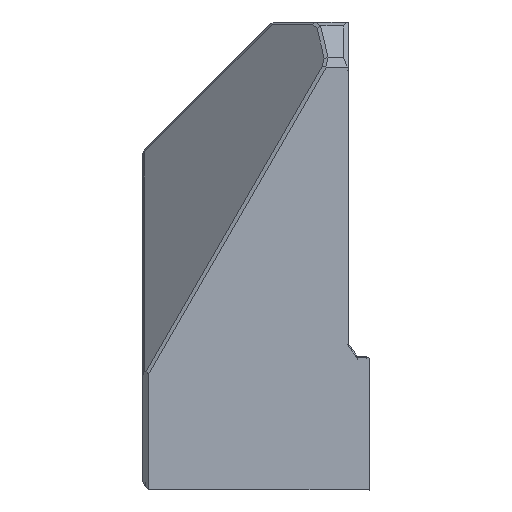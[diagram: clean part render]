
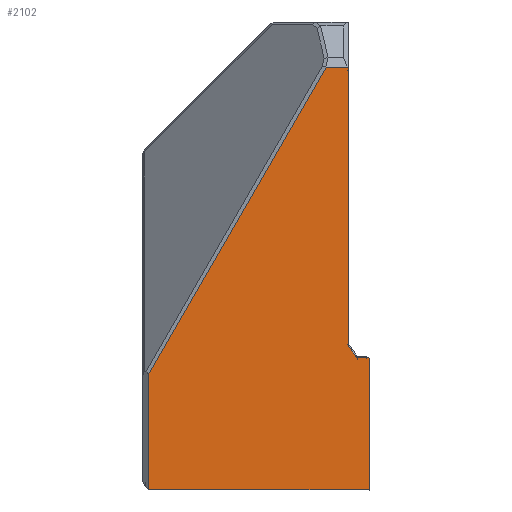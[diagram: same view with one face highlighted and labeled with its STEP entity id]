
A CAD part, left-side view. The second image highlights one B-rep face of the part: STEP entity #2102.
In plain terms, the highlighted planar face has unit normal (-1, 0, 0).
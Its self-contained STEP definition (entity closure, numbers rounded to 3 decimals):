
#148=FACE_OUTER_BOUND('',#265,.T.);
#265=EDGE_LOOP('',(#1726,#1727,#1728,#1729,#1730,#1731,#1732,#1733,#1734,
#1735));
#487=LINE('',#3346,#753);
#492=LINE('',#3357,#758);
#496=LINE('',#3363,#762);
#498=LINE('',#3368,#764);
#507=LINE('',#3388,#773);
#508=LINE('',#3390,#774);
#509=LINE('',#3391,#775);
#510=LINE('',#3393,#776);
#511=LINE('',#3395,#777);
#512=LINE('',#3396,#778);
#753=VECTOR('',#2671,10.);
#758=VECTOR('',#2680,10.);
#762=VECTOR('',#2686,10.);
#764=VECTOR('',#2690,10.);
#773=VECTOR('',#2705,10.);
#774=VECTOR('',#2708,10.);
#775=VECTOR('',#2709,10.);
#776=VECTOR('',#2710,10.);
#777=VECTOR('',#2711,10.);
#778=VECTOR('',#2712,10.);
#977=VERTEX_POINT('',#3343);
#978=VERTEX_POINT('',#3345);
#981=VERTEX_POINT('',#3355);
#982=VERTEX_POINT('',#3356);
#983=VERTEX_POINT('',#3361);
#985=VERTEX_POINT('',#3367);
#988=VERTEX_POINT('',#3377);
#993=VERTEX_POINT('',#3386);
#994=VERTEX_POINT('',#3392);
#995=VERTEX_POINT('',#3394);
#1241=EDGE_CURVE('',#977,#978,#487,.T.);
#1246=EDGE_CURVE('',#981,#982,#492,.T.);
#1250=EDGE_CURVE('',#982,#983,#496,.T.);
#1252=EDGE_CURVE('',#983,#985,#498,.F.);
#1262=EDGE_CURVE('',#993,#988,#507,.T.);
#1263=EDGE_CURVE('',#978,#981,#508,.T.);
#1264=EDGE_CURVE('',#988,#977,#509,.T.);
#1265=EDGE_CURVE('',#994,#993,#510,.T.);
#1266=EDGE_CURVE('',#995,#994,#511,.T.);
#1267=EDGE_CURVE('',#985,#995,#512,.T.);
#1726=ORIENTED_EDGE('',*,*,#1252,.F.);
#1727=ORIENTED_EDGE('',*,*,#1250,.F.);
#1728=ORIENTED_EDGE('',*,*,#1246,.F.);
#1729=ORIENTED_EDGE('',*,*,#1263,.F.);
#1730=ORIENTED_EDGE('',*,*,#1241,.F.);
#1731=ORIENTED_EDGE('',*,*,#1264,.F.);
#1732=ORIENTED_EDGE('',*,*,#1262,.F.);
#1733=ORIENTED_EDGE('',*,*,#1265,.F.);
#1734=ORIENTED_EDGE('',*,*,#1266,.F.);
#1735=ORIENTED_EDGE('',*,*,#1267,.F.);
#1993=PLANE('',#2251);
#2102=ADVANCED_FACE('',(#148),#1993,.T.);
#2251=AXIS2_PLACEMENT_3D('',#3389,#2706,#2707);
#2671=DIRECTION('',(0.,-0.577,-0.816));
#2680=DIRECTION('',(0.,-0.577,-0.816));
#2686=DIRECTION('',(0.,0.,-1.));
#2690=DIRECTION('',(0.,-1.,0.));
#2705=DIRECTION('',(0.,-0.577,-0.816));
#2706=DIRECTION('center_axis',(-1.,0.,0.));
#2707=DIRECTION('ref_axis',(0.,-1.,0.));
#2708=DIRECTION('',(0.,-1.,0.));
#2709=DIRECTION('',(0.,0.,-1.));
#2710=DIRECTION('',(0.,-1.,0.));
#2711=DIRECTION('',(0.,-0.5,0.866));
#2712=DIRECTION('',(0.,0.,1.));
#3343=CARTESIAN_POINT('',(-101.777,6.1,-27.13));
#3345=CARTESIAN_POINT('',(-101.777,4.748,-29.041));
#3346=CARTESIAN_POINT('',(-101.777,9.471,-22.363));
#3355=CARTESIAN_POINT('',(-101.777,2.617,-29.041));
#3356=CARTESIAN_POINT('',(-101.777,2.5,-29.207));
#3357=CARTESIAN_POINT('',(-101.777,3.647,-27.585));
#3361=CARTESIAN_POINT('',(-101.777,2.5,-52.588));
#3363=CARTESIAN_POINT('',(-101.777,2.5,-19.));
#3367=CARTESIAN_POINT('',(-101.777,41.7,-52.588));
#3368=CARTESIAN_POINT('',(-101.777,29.9,-52.588));
#3377=CARTESIAN_POINT('',(-101.777,6.1,22.09));
#3386=CARTESIAN_POINT('',(-101.777,6.393,22.504));
#3388=CARTESIAN_POINT('',(-101.777,4.161,19.348));
#3389=CARTESIAN_POINT('Origin',(-101.777,38.7,-35.5));
#3390=CARTESIAN_POINT('',(-101.777,20.6,-29.041));
#3391=CARTESIAN_POINT('',(-101.777,6.1,-35.5));
#3392=CARTESIAN_POINT('',(-101.777,10.143,22.504));
#3393=CARTESIAN_POINT('',(-101.777,34.75,22.504));
#3394=CARTESIAN_POINT('',(-101.777,41.7,-32.154));
#3395=CARTESIAN_POINT('',(-101.777,31.532,-14.544));
#3396=CARTESIAN_POINT('',(-101.777,41.7,-14.301));
